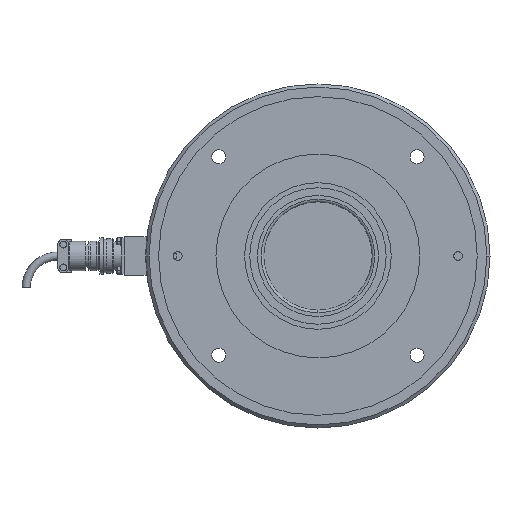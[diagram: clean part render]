
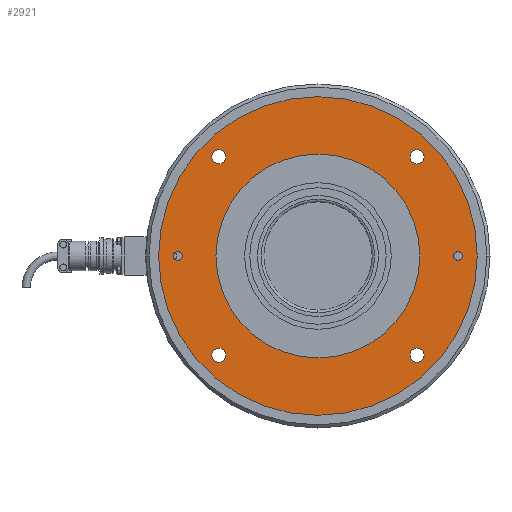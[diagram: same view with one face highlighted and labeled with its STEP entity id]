
A CAD part, left-side view. The second image highlights one B-rep face of the part: STEP entity #2921.
In plain terms, the highlighted face is planar.
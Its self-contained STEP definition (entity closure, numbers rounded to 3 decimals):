
#2337=CARTESIAN_POINT('',(3.1,80.0,0.0));
#2338=VERTEX_POINT('',#2337);
#2354=CARTESIAN_POINT('',(3.1,-80.0,0.));
#2355=VERTEX_POINT('',#2354);
#2362=CARTESIAN_POINT('',(3.1,0.0,0.0));
#2363=DIRECTION('',(1.0,0.0,0.0));
#2364=DIRECTION('',(0.0,1.0,0.0));
#2365=AXIS2_PLACEMENT_3D('',#2362,#2363,#2364);
#2366=CIRCLE('',#2365,80.0);
#2367=EDGE_CURVE('',#2355,#2338,#2366,.T.);
#2377=CARTESIAN_POINT('',(3.1,125.0,0.0));
#2378=VERTEX_POINT('',#2377);
#2387=CARTESIAN_POINT('',(3.1,-125.0,0.));
#2388=VERTEX_POINT('',#2387);
#2389=CARTESIAN_POINT('',(3.1,0.0,0.0));
#2390=DIRECTION('',(1.0,0.0,0.0));
#2391=DIRECTION('',(0.0,1.0,0.0));
#2392=AXIS2_PLACEMENT_3D('',#2389,#2390,#2391);
#2393=CIRCLE('',#2392,125.0);
#2394=EDGE_CURVE('',#2388,#2378,#2393,.T.);
#2419=CARTESIAN_POINT('',(3.1,-77.782,72.282));
#2420=VERTEX_POINT('',#2419);
#2429=CARTESIAN_POINT('',(3.1,-77.782,83.282));
#2430=VERTEX_POINT('',#2429);
#2431=CARTESIAN_POINT('',(3.1,-77.782,77.782));
#2432=DIRECTION('',(-1.0,0.0,0.0));
#2433=DIRECTION('',(0.0,0.0,-1.0));
#2434=AXIS2_PLACEMENT_3D('',#2431,#2432,#2433);
#2435=CIRCLE('',#2434,5.5);
#2436=EDGE_CURVE('',#2430,#2420,#2435,.T.);
#2461=CARTESIAN_POINT('',(3.1,0.,106.544));
#2462=VERTEX_POINT('',#2461);
#2471=CARTESIAN_POINT('',(3.1,0.,113.456));
#2472=VERTEX_POINT('',#2471);
#2473=CARTESIAN_POINT('',(3.1,0.,110.0));
#2474=DIRECTION('',(-1.0,0.0,0.0));
#2475=DIRECTION('',(0.0,0.0,-1.0));
#2476=AXIS2_PLACEMENT_3D('',#2473,#2474,#2475);
#2477=CIRCLE('',#2476,3.456);
#2478=EDGE_CURVE('',#2472,#2462,#2477,.T.);
#2503=CARTESIAN_POINT('',(3.1,-72.282,-77.782));
#2504=VERTEX_POINT('',#2503);
#2513=CARTESIAN_POINT('',(3.1,-83.282,-77.782));
#2514=VERTEX_POINT('',#2513);
#2515=CARTESIAN_POINT('',(3.1,-77.782,-77.782));
#2516=DIRECTION('',(-1.0,0.0,0.0));
#2517=DIRECTION('',(0.0,1.0,0.0));
#2518=AXIS2_PLACEMENT_3D('',#2515,#2516,#2517);
#2519=CIRCLE('',#2518,5.5);
#2520=EDGE_CURVE('',#2514,#2504,#2519,.T.);
#2545=CARTESIAN_POINT('',(3.1,77.782,-72.282));
#2546=VERTEX_POINT('',#2545);
#2555=CARTESIAN_POINT('',(3.1,77.782,-83.282));
#2556=VERTEX_POINT('',#2555);
#2557=CARTESIAN_POINT('',(3.1,77.782,-77.782));
#2558=DIRECTION('',(-1.0,0.0,0.0));
#2559=DIRECTION('',(0.0,0.0,1.0));
#2560=AXIS2_PLACEMENT_3D('',#2557,#2558,#2559);
#2561=CIRCLE('',#2560,5.5);
#2562=EDGE_CURVE('',#2556,#2546,#2561,.T.);
#2587=CARTESIAN_POINT('',(3.1,72.282,77.782));
#2588=VERTEX_POINT('',#2587);
#2597=CARTESIAN_POINT('',(3.1,83.282,77.782));
#2598=VERTEX_POINT('',#2597);
#2599=CARTESIAN_POINT('',(3.1,77.782,77.782));
#2600=DIRECTION('',(-1.0,0.0,0.0));
#2601=DIRECTION('',(0.0,-1.0,0.0));
#2602=AXIS2_PLACEMENT_3D('',#2599,#2600,#2601);
#2603=CIRCLE('',#2602,5.5);
#2604=EDGE_CURVE('',#2598,#2588,#2603,.T.);
#2629=CARTESIAN_POINT('',(3.1,0.,-106.544));
#2630=VERTEX_POINT('',#2629);
#2639=CARTESIAN_POINT('',(3.1,0.,-113.456));
#2640=VERTEX_POINT('',#2639);
#2641=CARTESIAN_POINT('',(3.1,0.,-110.0));
#2642=DIRECTION('',(-1.0,0.0,0.0));
#2643=DIRECTION('',(0.0,0.0,1.0));
#2644=AXIS2_PLACEMENT_3D('',#2641,#2642,#2643);
#2645=CIRCLE('',#2644,3.456);
#2646=EDGE_CURVE('',#2640,#2630,#2645,.T.);
#2680=CARTESIAN_POINT('',(3.1,0.,-110.0));
#2681=DIRECTION('',(-1.0,0.0,0.0));
#2682=DIRECTION('',(0.0,0.0,1.0));
#2683=AXIS2_PLACEMENT_3D('',#2680,#2681,#2682);
#2684=CIRCLE('',#2683,3.456);
#2685=EDGE_CURVE('',#2630,#2640,#2684,.T.);
#2704=CARTESIAN_POINT('',(3.1,77.782,77.782));
#2705=DIRECTION('',(-1.0,0.0,0.0));
#2706=DIRECTION('',(0.0,-1.0,0.0));
#2707=AXIS2_PLACEMENT_3D('',#2704,#2705,#2706);
#2708=CIRCLE('',#2707,5.5);
#2709=EDGE_CURVE('',#2588,#2598,#2708,.T.);
#2728=CARTESIAN_POINT('',(3.1,77.782,-77.782));
#2729=DIRECTION('',(-1.0,0.0,0.0));
#2730=DIRECTION('',(0.0,0.0,1.0));
#2731=AXIS2_PLACEMENT_3D('',#2728,#2729,#2730);
#2732=CIRCLE('',#2731,5.5);
#2733=EDGE_CURVE('',#2546,#2556,#2732,.T.);
#2752=CARTESIAN_POINT('',(3.1,-77.782,-77.782));
#2753=DIRECTION('',(-1.0,0.0,0.0));
#2754=DIRECTION('',(0.0,1.0,0.0));
#2755=AXIS2_PLACEMENT_3D('',#2752,#2753,#2754);
#2756=CIRCLE('',#2755,5.5);
#2757=EDGE_CURVE('',#2504,#2514,#2756,.T.);
#2776=CARTESIAN_POINT('',(3.1,0.,110.0));
#2777=DIRECTION('',(-1.0,0.0,0.0));
#2778=DIRECTION('',(0.0,0.0,-1.0));
#2779=AXIS2_PLACEMENT_3D('',#2776,#2777,#2778);
#2780=CIRCLE('',#2779,3.456);
#2781=EDGE_CURVE('',#2462,#2472,#2780,.T.);
#2800=CARTESIAN_POINT('',(3.1,-77.782,77.782));
#2801=DIRECTION('',(-1.0,0.0,0.0));
#2802=DIRECTION('',(0.0,0.0,-1.0));
#2803=AXIS2_PLACEMENT_3D('',#2800,#2801,#2802);
#2804=CIRCLE('',#2803,5.5);
#2805=EDGE_CURVE('',#2420,#2430,#2804,.T.);
#2868=CARTESIAN_POINT('',(3.1,0.0,0.0));
#2869=DIRECTION('',(1.0,0.0,0.0));
#2870=DIRECTION('',(0.0,1.0,0.0));
#2871=AXIS2_PLACEMENT_3D('',#2868,#2869,#2870);
#2872=CIRCLE('',#2871,125.0);
#2873=EDGE_CURVE('',#2378,#2388,#2872,.T.);
#2878=CARTESIAN_POINT('',(3.1,102.5,0.0));
#2879=DIRECTION('',(1.0,0.0,0.0));
#2880=DIRECTION('',(0.0,0.0,-1.0));
#2881=AXIS2_PLACEMENT_3D('',#2878,#2879,#2880);
#2882=PLANE('',#2881);
#2883=ORIENTED_EDGE('',*,*,#2873,.T.);
#2884=ORIENTED_EDGE('',*,*,#2394,.T.);
#2885=EDGE_LOOP('',(#2883,#2884));
#2886=FACE_OUTER_BOUND('',#2885,.T.);
#2887=ORIENTED_EDGE('',*,*,#2685,.T.);
#2888=ORIENTED_EDGE('',*,*,#2646,.T.);
#2889=EDGE_LOOP('',(#2887,#2888));
#2890=FACE_BOUND('',#2889,.T.);
#2891=ORIENTED_EDGE('',*,*,#2709,.T.);
#2892=ORIENTED_EDGE('',*,*,#2604,.T.);
#2893=EDGE_LOOP('',(#2891,#2892));
#2894=FACE_BOUND('',#2893,.T.);
#2895=ORIENTED_EDGE('',*,*,#2733,.T.);
#2896=ORIENTED_EDGE('',*,*,#2562,.T.);
#2897=EDGE_LOOP('',(#2895,#2896));
#2898=FACE_BOUND('',#2897,.T.);
#2899=ORIENTED_EDGE('',*,*,#2757,.T.);
#2900=ORIENTED_EDGE('',*,*,#2520,.T.);
#2901=EDGE_LOOP('',(#2899,#2900));
#2902=FACE_BOUND('',#2901,.T.);
#2903=ORIENTED_EDGE('',*,*,#2781,.T.);
#2904=ORIENTED_EDGE('',*,*,#2478,.T.);
#2905=EDGE_LOOP('',(#2903,#2904));
#2906=FACE_BOUND('',#2905,.T.);
#2907=ORIENTED_EDGE('',*,*,#2805,.T.);
#2908=ORIENTED_EDGE('',*,*,#2436,.T.);
#2909=EDGE_LOOP('',(#2907,#2908));
#2910=FACE_BOUND('',#2909,.T.);
#2911=CARTESIAN_POINT('',(3.1,0.0,0.0));
#2912=DIRECTION('',(1.0,0.0,0.0));
#2913=DIRECTION('',(0.0,1.0,0.0));
#2914=AXIS2_PLACEMENT_3D('',#2911,#2912,#2913);
#2915=CIRCLE('',#2914,80.0);
#2916=EDGE_CURVE('',#2338,#2355,#2915,.T.);
#2917=ORIENTED_EDGE('',*,*,#2916,.F.);
#2918=ORIENTED_EDGE('',*,*,#2367,.F.);
#2919=EDGE_LOOP('',(#2917,#2918));
#2920=FACE_BOUND('',#2919,.T.);
#2921=ADVANCED_FACE('',(#2886,#2890,#2894,#2898,#2902,#2906,#2910,#2920),#2882,.T.);
